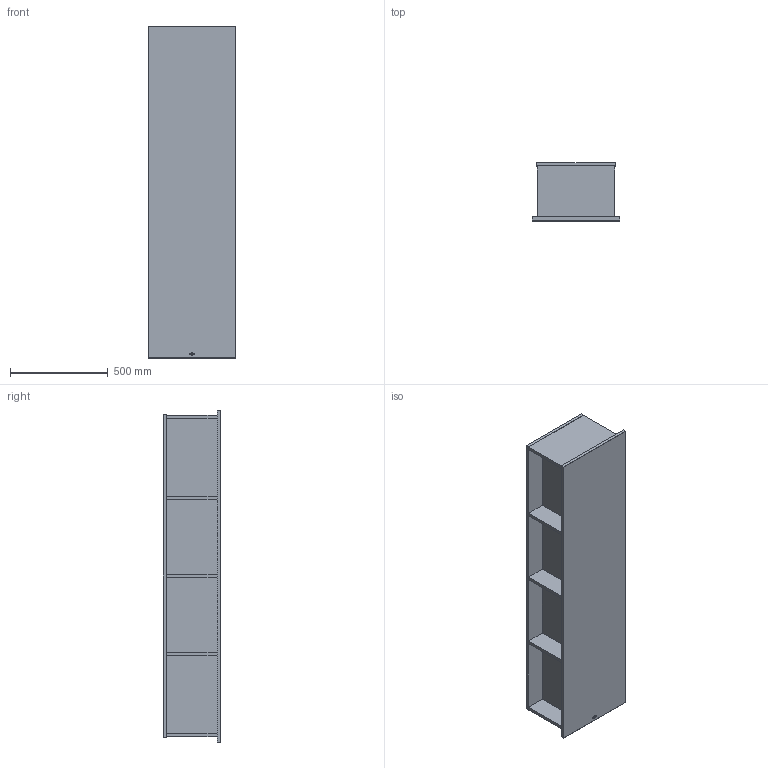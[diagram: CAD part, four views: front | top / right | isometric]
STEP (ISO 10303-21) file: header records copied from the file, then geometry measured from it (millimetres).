
FILE_DESCRIPTION(/* description */ (''),/* implementation_level */ '2;1');
FILE_NAME(/* name */ 'TK001_C59600_RFS.stp',/* time_stamp */ '2021-04-06T11:22:24+02:00',/* author */ ('LyrhammerM'),/* organization */ (''),/* preprocessor_version */ 'ST-DEVELOPER v16.1',/* originating_system */ 'Autodesk Inventor 2016',/* authorisation */ '');
FILE_SCHEMA (('AUTOMOTIVE_DESIGN { 1 0 10303 214 3 1 1 }'));
Products named in the file (1): TK001_C59600_RFS
Bounding box: 450 x 296.01 x 1700 mm (x, y, z)
Volume: 37611690.7 mm3; surface area: 6252790.7 mm2
Topology: 36 solids, 36 shells, 1964 faces, 5673 edges, 3783 vertices
Faces by surface type: plane 1919, cylinder 38, bspline 5, cone 2
Full cylindrical faces by diameter (mm): 4.5 x2, 8 x1, 60 x1
Entity records: 63397 total; most frequent: CARTESIAN_POINT 11600, ORIENTED_EDGE 11332, DIRECTION 9679, EDGE_CURVE 5666, LINE 5569, VECTOR 5569, VERTEX_POINT 3782, AXIS2_PLACEMENT_3D 2055
